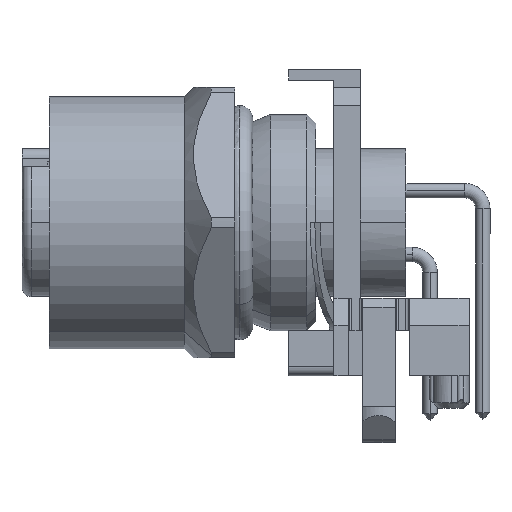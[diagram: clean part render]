
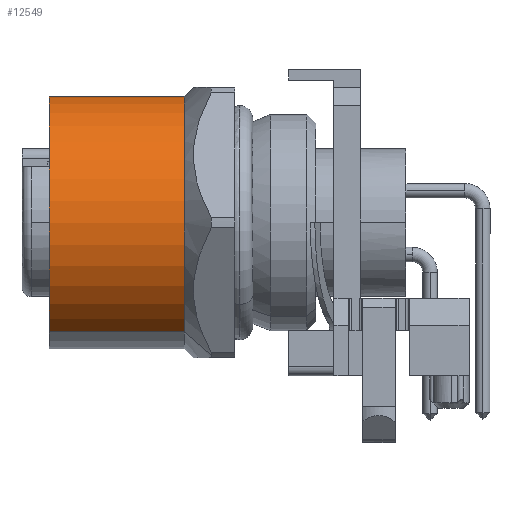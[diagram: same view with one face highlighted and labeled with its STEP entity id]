
A CAD part, left-side view. The second image highlights one B-rep face of the part: STEP entity #12549.
In plain terms, the highlighted cylindrical face has radius 7 mm (diameter 14 mm), a partial arc.
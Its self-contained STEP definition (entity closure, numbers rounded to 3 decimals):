
#12476=AXIS2_PLACEMENT_3D('Circle Axis2P3D',#12474,#12475,$) ;
#12536=AXIS2_PLACEMENT_3D('Cylinder Axis2P3D',#12533,#12534,#12535) ;
#12540=AXIS2_PLACEMENT_3D('Circle Axis2P3D',#12538,#12539,$) ;
#12469=CARTESIAN_POINT('Vertex',(13.,24.46,18.262)) ;
#12471=CARTESIAN_POINT('Vertex',(6.,24.46,6.138)) ;
#12474=CARTESIAN_POINT('Axis2P3D Location',(9.5,24.46,12.2)) ;
#12507=CARTESIAN_POINT('Line Origine',(13.,20.71,18.262)) ;
#12511=CARTESIAN_POINT('Vertex',(13.,16.96,18.262)) ;
#12518=CARTESIAN_POINT('Vertex',(6.,16.96,6.138)) ;
#12521=CARTESIAN_POINT('Line Origine',(6.,20.71,6.138)) ;
#12533=CARTESIAN_POINT('Axis2P3D Location',(9.5,20.71,12.2)) ;
#12538=CARTESIAN_POINT('Axis2P3D Location',(9.5,16.96,12.2)) ;
#12475=DIRECTION('Axis2P3D Direction',(0.,1.,0.)) ;
#12508=DIRECTION('Vector Direction',(0.,1.,0.)) ;
#12522=DIRECTION('Vector Direction',(0.,1.,0.)) ;
#12534=DIRECTION('Axis2P3D Direction',(0.,1.,0.)) ;
#12535=DIRECTION('Axis2P3D XDirection',(-0.5,0.,-0.866)) ;
#12539=DIRECTION('Axis2P3D Direction',(0.,1.,0.)) ;
#12509=VECTOR('Line Direction',#12508,1.) ;
#12523=VECTOR('Line Direction',#12522,1.) ;
#12544=ORIENTED_EDGE('',*,*,#12525,.F.) ;
#12545=ORIENTED_EDGE('',*,*,#12542,.T.) ;
#12546=ORIENTED_EDGE('',*,*,#12513,.F.) ;
#12547=ORIENTED_EDGE('',*,*,#12478,.F.) ;
#12549=ADVANCED_FACE('Hauptkoerper',(#12548),#12537,.T.) ;
#12477=CIRCLE('generated circle',#12476,7.) ;
#12541=CIRCLE('generated circle',#12540,7.) ;
#12537=CYLINDRICAL_SURFACE('generated cylinder',#12536,7.) ;
#12478=EDGE_CURVE('',#12472,#12470,#12477,.T.) ;
#12513=EDGE_CURVE('',#12470,#12512,#12510,.F.) ;
#12525=EDGE_CURVE('',#12519,#12472,#12524,.T.) ;
#12542=EDGE_CURVE('',#12519,#12512,#12541,.T.) ;
#12543=EDGE_LOOP('',(#12544,#12545,#12546,#12547)) ;
#12548=FACE_OUTER_BOUND('',#12543,.T.) ;
#12510=LINE('Line',#12507,#12509) ;
#12524=LINE('Line',#12521,#12523) ;
#12470=VERTEX_POINT('',#12469) ;
#12472=VERTEX_POINT('',#12471) ;
#12512=VERTEX_POINT('',#12511) ;
#12519=VERTEX_POINT('',#12518) ;
